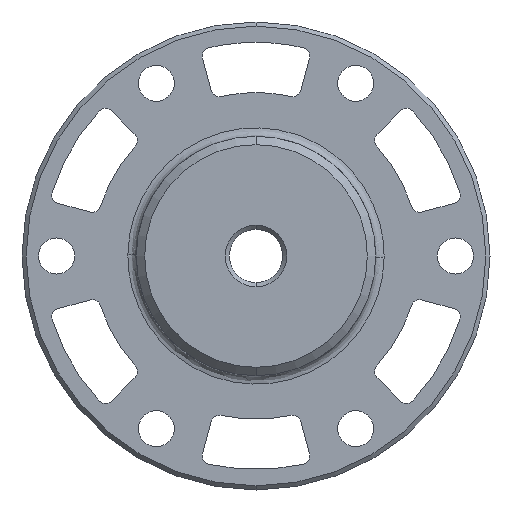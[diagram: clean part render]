
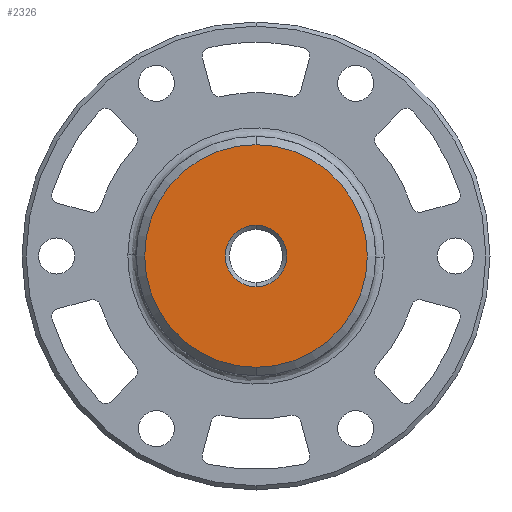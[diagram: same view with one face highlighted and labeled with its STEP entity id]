
A CAD part, left-side view. The second image highlights one B-rep face of the part: STEP entity #2326.
In plain terms, the highlighted planar face has unit normal (-1, 0, 0).
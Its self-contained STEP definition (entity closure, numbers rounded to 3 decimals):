
#271 = CARTESIAN_POINT ( 'NONE',  ( 0., 0., 3.675 ) ) ;
#423 = DIRECTION ( 'NONE',  ( 1., 0., 0. ) ) ;
#449 = AXIS2_PLACEMENT_3D ( 'NONE', #3156, #2802, #3060 ) ;
#497 = ORIENTED_EDGE ( 'NONE', *, *, #1661, .F. ) ;
#531 = DIRECTION ( 'NONE',  ( 0., 0., 1. ) ) ;
#556 = VERTEX_POINT ( 'NONE', #2579 ) ;
#652 = VERTEX_POINT ( 'NONE', #3200 ) ;
#757 = CIRCLE ( 'NONE', #2355, 3.675 ) ;
#805 = VERTEX_POINT ( 'NONE', #2751 ) ;
#936 = ORIENTED_EDGE ( 'NONE', *, *, #2624, .T. ) ;
#954 = DIRECTION ( 'NONE',  ( 0., 0., -1. ) ) ;
#967 = FACE_BOUND ( 'NONE', #2384, .T. ) ;
#1171 = CARTESIAN_POINT ( 'NONE',  ( 0., 0., 0. ) ) ;
#1234 = FACE_OUTER_BOUND ( 'NONE', #1490, .T. ) ;
#1385 = CIRCLE ( 'NONE', #2486, 3.675 ) ;
#1490 = EDGE_LOOP ( 'NONE', ( #497, #3107 ) ) ;
#1608 = AXIS2_PLACEMENT_3D ( 'NONE', #2959, #2941, #2925 ) ;
#1661 = EDGE_CURVE ( 'NONE', #652, #805, #2538, .T. ) ;
#1795 = VERTEX_POINT ( 'NONE', #271 ) ;
#1812 = CIRCLE ( 'NONE', #2014, 13.295 ) ;
#1871 = PLANE ( 'NONE',  #449 ) ;
#2014 = AXIS2_PLACEMENT_3D ( 'NONE', #2911, #3020, #954 ) ;
#2112 = ORIENTED_EDGE ( 'NONE', *, *, #3055, .T. ) ;
#2114 = DIRECTION ( 'NONE',  ( 0., 0., 1. ) ) ;
#2222 = CARTESIAN_POINT ( 'NONE',  ( 0., 0., 0. ) ) ;
#2326 = ADVANCED_FACE ( 'NONE', ( #967, #1234 ), #1871, .T. ) ;
#2355 = AXIS2_PLACEMENT_3D ( 'NONE', #1171, #423, #531 ) ;
#2384 = EDGE_LOOP ( 'NONE', ( #2112, #936 ) ) ;
#2486 = AXIS2_PLACEMENT_3D ( 'NONE', #2222, #3105, #2114 ) ;
#2517 = EDGE_CURVE ( 'NONE', #805, #652, #1812, .T. ) ;
#2538 = CIRCLE ( 'NONE', #1608, 13.295 ) ;
#2579 = CARTESIAN_POINT ( 'NONE',  ( 0., 0., -3.675 ) ) ;
#2624 = EDGE_CURVE ( 'NONE', #556, #1795, #1385, .T. ) ;
#2751 = CARTESIAN_POINT ( 'NONE',  ( 0., 0., 13.295 ) ) ;
#2802 = DIRECTION ( 'NONE',  ( -1., 0., 0. ) ) ;
#2911 = CARTESIAN_POINT ( 'NONE',  ( 0., 0., 0. ) ) ;
#2925 = DIRECTION ( 'NONE',  ( 0., 0., -1. ) ) ;
#2941 = DIRECTION ( 'NONE',  ( 1., 0., 0. ) ) ;
#2959 = CARTESIAN_POINT ( 'NONE',  ( 0., 0., 0. ) ) ;
#3020 = DIRECTION ( 'NONE',  ( 1., 0., 0. ) ) ;
#3055 = EDGE_CURVE ( 'NONE', #1795, #556, #757, .T. ) ;
#3060 = DIRECTION ( 'NONE',  ( 0., 0., 1. ) ) ;
#3105 = DIRECTION ( 'NONE',  ( 1., 0., 0. ) ) ;
#3107 = ORIENTED_EDGE ( 'NONE', *, *, #2517, .F. ) ;
#3156 = CARTESIAN_POINT ( 'NONE',  ( 0., 0., 0. ) ) ;
#3200 = CARTESIAN_POINT ( 'NONE',  ( 0., 0., -13.295 ) ) ;
